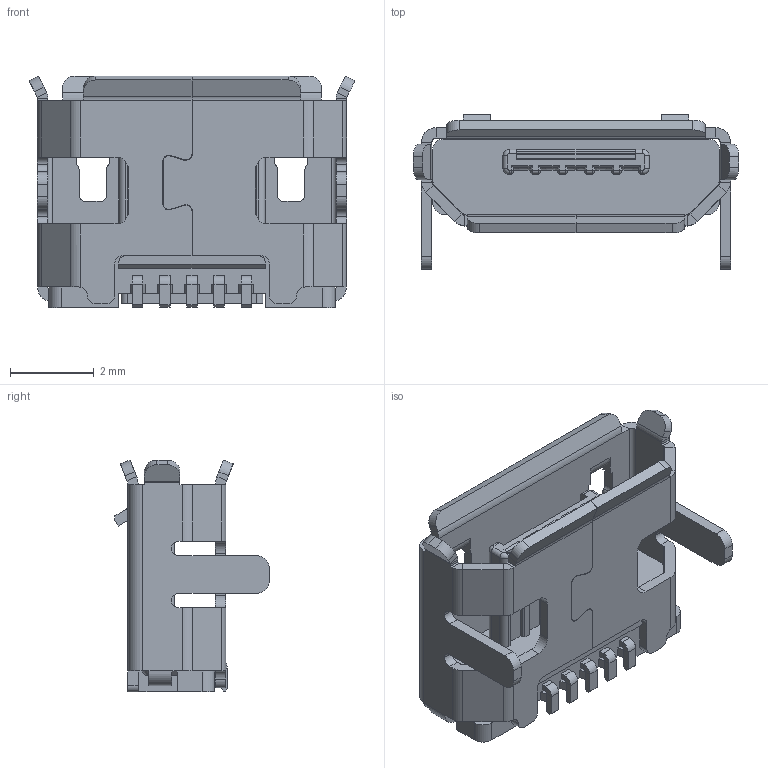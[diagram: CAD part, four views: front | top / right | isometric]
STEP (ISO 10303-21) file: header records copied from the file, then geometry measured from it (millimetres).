
FILE_DESCRIPTION (( 'STEP AP214' ), '1' );
FILE_NAME ('USB3075-30-A.STEP', '2021-08-13T08:01:18', ( '' ), ( '' ), 'SwSTEP 2.0', 'SolidWorks 2017', '' );
FILE_SCHEMA (( 'AUTOMOTIVE_DESIGN' ));
Length unit declared in the file: millimetre
Products named in the file (1): USB3075-30-A
Bounding box: 7.8 x 3.7 x 5.55 mm (x, y, z)
Volume: 40.3 mm3; surface area: 276.3 mm2
Topology: 14 solids, 14 shells, 579 faces, 1477 edges, 924 vertices
Faces by surface type: plane 408, cylinder 149, cone 12, bspline 6, torus 4
Entity records: 17461 total; most frequent: CARTESIAN_POINT 3186, ORIENTED_EDGE 2954, DIRECTION 2904, EDGE_CURVE 1477, VECTOR 1128, LINE 1128, VERTEX_POINT 924, AXIS2_PLACEMENT_3D 888
